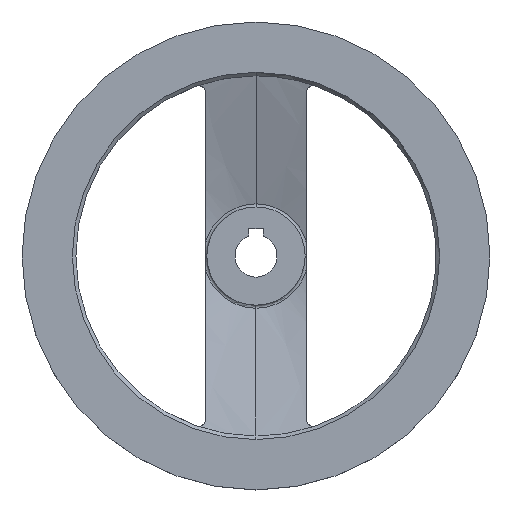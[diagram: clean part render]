
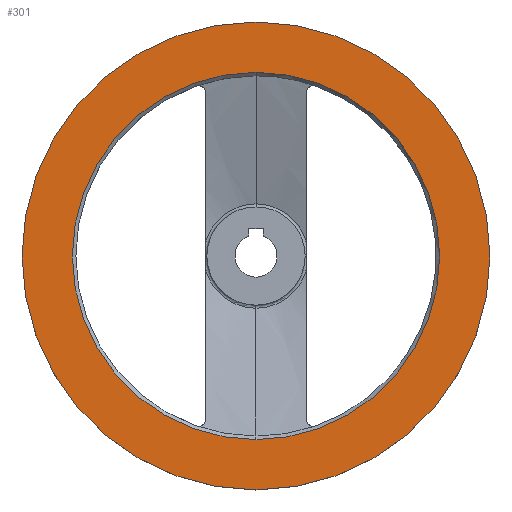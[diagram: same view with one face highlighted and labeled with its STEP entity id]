
A CAD part, top view. The second image highlights one B-rep face of the part: STEP entity #301.
In plain terms, the highlighted planar face has unit normal (0, 0, 1).
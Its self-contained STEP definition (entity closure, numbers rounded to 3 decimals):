
#233=EDGE_CURVE('',#601,#507,#663,.T.);
#239=EDGE_CURVE('',#431,#555,#669,.T.);
#301=ADVANCED_FACE('',(#741,#742),#743,.T.);
#431=VERTEX_POINT('',#886);
#439=EDGE_CURVE('',#555,#431,#894,.T.);
#507=VERTEX_POINT('',#969);
#543=EDGE_CURVE('',#507,#601,#1010,.T.);
#555=VERTEX_POINT('',#1022);
#601=VERTEX_POINT('',#1072);
#663=CIRCLE('',#1127,78.5);
#669=CIRCLE('',#1136,100.);
#741=FACE_BOUND('',#1226,.T.);
#742=FACE_OUTER_BOUND('',#1227,.T.);
#743=PLANE('',#1228);
#886=CARTESIAN_POINT('',(0.,-100.,45.0));
#894=CIRCLE('',#1530,100.);
#969=CARTESIAN_POINT('',(0.,-78.5,45.0));
#1010=CIRCLE('',#1799,78.5);
#1022=CARTESIAN_POINT('',(0.,100.,45.0));
#1072=CARTESIAN_POINT('',(0.,78.5,45.0));
#1127=AXIS2_PLACEMENT_3D('',#2018,#2019,#2020);
#1136=AXIS2_PLACEMENT_3D('',#2022,#2023,#2024);
#1226=EDGE_LOOP('',(#2139,#2140));
#1227=EDGE_LOOP('',(#2141,#2142));
#1228=AXIS2_PLACEMENT_3D('',#2143,#2144,#2145);
#1530=AXIS2_PLACEMENT_3D('',#2320,#2321,#2322);
#1799=AXIS2_PLACEMENT_3D('',#2470,#2471,#2472);
#2018=CARTESIAN_POINT('',(0.,0.,45.0));
#2019=DIRECTION('',(0.,0.,1.0));
#2020=DIRECTION('',(0.,1.0,0.));
#2022=CARTESIAN_POINT('',(0.,0.,45.0));
#2023=DIRECTION('',(0.,0.,1.0));
#2024=DIRECTION('',(0.,1.0,0.));
#2139=ORIENTED_EDGE('',*,*,#233,.F.);
#2140=ORIENTED_EDGE('',*,*,#543,.F.);
#2141=ORIENTED_EDGE('',*,*,#439,.T.);
#2142=ORIENTED_EDGE('',*,*,#239,.T.);
#2143=CARTESIAN_POINT('',(0.,89.25,45.0));
#2144=DIRECTION('',(0.,0.,1.0));
#2145=DIRECTION('',(0.,1.0,0.0));
#2320=CARTESIAN_POINT('',(0.,0.,45.0));
#2321=DIRECTION('',(0.,0.,1.0));
#2322=DIRECTION('',(0.,1.0,0.));
#2470=CARTESIAN_POINT('',(0.,0.,45.0));
#2471=DIRECTION('',(0.,0.,1.0));
#2472=DIRECTION('',(0.,1.0,0.));
